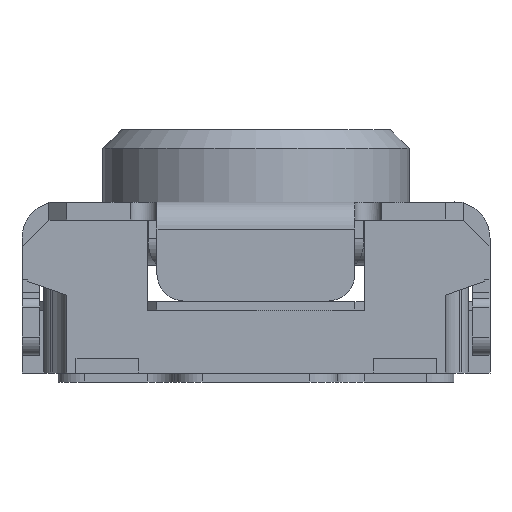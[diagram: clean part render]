
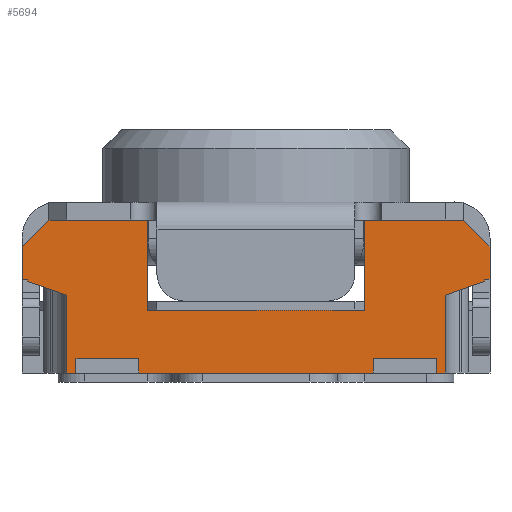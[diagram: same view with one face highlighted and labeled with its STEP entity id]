
A CAD part, left-side view. The second image highlights one B-rep face of the part: STEP entity #5694.
In plain terms, the highlighted planar face has unit normal (-1, 0, 0).
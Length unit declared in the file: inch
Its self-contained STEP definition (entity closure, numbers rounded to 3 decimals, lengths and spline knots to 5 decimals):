
#319=FACE_OUTER_BOUND('',#622,.T.);
#622=EDGE_LOOP('',(#4058,#4059,#4060,#4061,#4062,#4063,#4064,#4065,#4066,
#4067,#4068,#4069,#4070,#4071,#4072,#4073,#4074,#4075,#4076,#4077,#4078,
#4079,#4080,#4081,#4082,#4083));
#910=LINE('',#8121,#1595);
#913=LINE('',#8126,#1598);
#939=LINE('',#8191,#1624);
#989=LINE('',#8337,#1674);
#1132=LINE('',#8701,#1817);
#1133=LINE('',#8703,#1818);
#1134=LINE('',#8704,#1819);
#1135=LINE('',#8706,#1820);
#1136=LINE('',#8708,#1821);
#1137=LINE('',#8709,#1822);
#1138=LINE('',#8711,#1823);
#1139=LINE('',#8713,#1824);
#1140=LINE('',#8715,#1825);
#1141=LINE('',#8717,#1826);
#1142=LINE('',#8719,#1827);
#1143=LINE('',#8721,#1828);
#1144=LINE('',#8723,#1829);
#1145=LINE('',#8724,#1830);
#1146=LINE('',#8726,#1831);
#1147=LINE('',#8728,#1832);
#1148=LINE('',#8730,#1833);
#1149=LINE('',#8732,#1834);
#1150=LINE('',#8734,#1835);
#1151=LINE('',#8736,#1836);
#1152=LINE('',#8738,#1837);
#1153=LINE('',#8739,#1838);
#1595=VECTOR('',#6481,0.05118);
#1598=VECTOR('',#6484,0.00197);
#1624=VECTOR('',#6526,0.00197);
#1674=VECTOR('',#6634,0.04724);
#1817=VECTOR('',#6875,0.00315);
#1818=VECTOR('',#6876,0.01378);
#1819=VECTOR('',#6877,0.00315);
#1820=VECTOR('',#6878,0.00315);
#1821=VECTOR('',#6879,0.01378);
#1822=VECTOR('',#6880,0.00315);
#1823=VECTOR('',#6881,0.01703);
#1824=VECTOR('',#6882,0.00918);
#1825=VECTOR('',#6883,0.00041);
#1826=VECTOR('',#6884,0.00118);
#1827=VECTOR('',#6885,0.00709);
#1828=VECTOR('',#6886,0.00835);
#1829=VECTOR('',#6887,0.02165);
#1830=VECTOR('',#6888,0.01969);
#1831=VECTOR('',#6889,0.01969);
#1832=VECTOR('',#6890,0.02165);
#1833=VECTOR('',#6891,0.00835);
#1834=VECTOR('',#6892,0.00709);
#1835=VECTOR('',#6893,0.00118);
#1836=VECTOR('',#6894,0.00041);
#1837=VECTOR('',#6895,0.00918);
#1838=VECTOR('',#6896,0.01703);
#2278=VERTEX_POINT('',#8116);
#2279=VERTEX_POINT('',#8118);
#2280=VERTEX_POINT('',#8120);
#2281=VERTEX_POINT('',#8123);
#2282=VERTEX_POINT('',#8125);
#2313=VERTEX_POINT('',#8189);
#2379=VERTEX_POINT('',#8334);
#2380=VERTEX_POINT('',#8336);
#2520=VERTEX_POINT('',#8700);
#2521=VERTEX_POINT('',#8702);
#2522=VERTEX_POINT('',#8705);
#2523=VERTEX_POINT('',#8707);
#2524=VERTEX_POINT('',#8710);
#2525=VERTEX_POINT('',#8712);
#2526=VERTEX_POINT('',#8714);
#2527=VERTEX_POINT('',#8716);
#2528=VERTEX_POINT('',#8718);
#2529=VERTEX_POINT('',#8720);
#2530=VERTEX_POINT('',#8722);
#2531=VERTEX_POINT('',#8725);
#2532=VERTEX_POINT('',#8727);
#2533=VERTEX_POINT('',#8729);
#2534=VERTEX_POINT('',#8731);
#2535=VERTEX_POINT('',#8733);
#2536=VERTEX_POINT('',#8735);
#2537=VERTEX_POINT('',#8737);
#2845=EDGE_CURVE('',#2279,#2280,#910,.T.);
#2848=EDGE_CURVE('',#2281,#2282,#913,.T.);
#2882=EDGE_CURVE('',#2313,#2278,#939,.T.);
#2954=EDGE_CURVE('',#2380,#2379,#989,.T.);
#3126=EDGE_CURVE('',#2281,#2520,#1132,.T.);
#3127=EDGE_CURVE('',#2520,#2521,#1133,.T.);
#3128=EDGE_CURVE('',#2521,#2280,#1134,.T.);
#3129=EDGE_CURVE('',#2279,#2522,#1135,.T.);
#3130=EDGE_CURVE('',#2522,#2523,#1136,.T.);
#3131=EDGE_CURVE('',#2523,#2278,#1137,.T.);
#3132=EDGE_CURVE('',#2313,#2524,#1138,.T.);
#3133=EDGE_CURVE('',#2525,#2524,#1139,.T.);
#3134=EDGE_CURVE('',#2525,#2526,#1140,.T.);
#3135=EDGE_CURVE('',#2526,#2527,#1141,.T.);
#3136=EDGE_CURVE('',#2527,#2528,#1142,.T.);
#3137=EDGE_CURVE('',#2529,#2528,#1143,.T.);
#3138=EDGE_CURVE('',#2529,#2530,#1144,.T.);
#3139=EDGE_CURVE('',#2530,#2380,#1145,.T.);
#3140=EDGE_CURVE('',#2379,#2531,#1146,.T.);
#3141=EDGE_CURVE('',#2531,#2532,#1147,.T.);
#3142=EDGE_CURVE('',#2533,#2532,#1148,.T.);
#3143=EDGE_CURVE('',#2533,#2534,#1149,.T.);
#3144=EDGE_CURVE('',#2534,#2535,#1150,.T.);
#3145=EDGE_CURVE('',#2535,#2536,#1151,.T.);
#3146=EDGE_CURVE('',#2537,#2536,#1152,.T.);
#3147=EDGE_CURVE('',#2537,#2282,#1153,.T.);
#4058=ORIENTED_EDGE('',*,*,#3126,.T.);
#4059=ORIENTED_EDGE('',*,*,#3127,.T.);
#4060=ORIENTED_EDGE('',*,*,#3128,.T.);
#4061=ORIENTED_EDGE('',*,*,#2845,.F.);
#4062=ORIENTED_EDGE('',*,*,#3129,.T.);
#4063=ORIENTED_EDGE('',*,*,#3130,.T.);
#4064=ORIENTED_EDGE('',*,*,#3131,.T.);
#4065=ORIENTED_EDGE('',*,*,#2882,.F.);
#4066=ORIENTED_EDGE('',*,*,#3132,.T.);
#4067=ORIENTED_EDGE('',*,*,#3133,.F.);
#4068=ORIENTED_EDGE('',*,*,#3134,.T.);
#4069=ORIENTED_EDGE('',*,*,#3135,.T.);
#4070=ORIENTED_EDGE('',*,*,#3136,.T.);
#4071=ORIENTED_EDGE('',*,*,#3137,.F.);
#4072=ORIENTED_EDGE('',*,*,#3138,.T.);
#4073=ORIENTED_EDGE('',*,*,#3139,.T.);
#4074=ORIENTED_EDGE('',*,*,#2954,.T.);
#4075=ORIENTED_EDGE('',*,*,#3140,.T.);
#4076=ORIENTED_EDGE('',*,*,#3141,.T.);
#4077=ORIENTED_EDGE('',*,*,#3142,.F.);
#4078=ORIENTED_EDGE('',*,*,#3143,.T.);
#4079=ORIENTED_EDGE('',*,*,#3144,.T.);
#4080=ORIENTED_EDGE('',*,*,#3145,.T.);
#4081=ORIENTED_EDGE('',*,*,#3146,.F.);
#4082=ORIENTED_EDGE('',*,*,#3147,.T.);
#4083=ORIENTED_EDGE('',*,*,#2848,.F.);
#5471=PLANE('',#6071);
#5694=ADVANCED_FACE('',(#319),#5471,.T.);
#6071=AXIS2_PLACEMENT_3D('',#8699,#6873,#6874);
#6481=DIRECTION('',(0.,1.,0.));
#6484=DIRECTION('',(0.,1.,0.));
#6526=DIRECTION('',(0.,1.,0.));
#6634=DIRECTION('',(0.,1.,0.));
#6873=DIRECTION('center_axis',(-1.,0.,0.));
#6874=DIRECTION('ref_axis',(0.,-1.,0.));
#6875=DIRECTION('',(0.,0.,1.));
#6876=DIRECTION('',(0.,-1.,0.));
#6877=DIRECTION('',(0.,0.,-1.));
#6878=DIRECTION('',(0.,0.,1.));
#6879=DIRECTION('',(0.,-1.,0.));
#6880=DIRECTION('',(0.,0.,-1.));
#6881=DIRECTION('',(0.,0.,1.));
#6882=DIRECTION('',(0.,0.944,-0.33));
#6883=DIRECTION('',(0.,0.,1.));
#6884=DIRECTION('',(0.,-1.,0.));
#6885=DIRECTION('',(0.,0.,1.));
#6886=DIRECTION('',(0.,-0.707,-0.707));
#6887=DIRECTION('',(0.,1.,0.));
#6888=DIRECTION('',(0.,0.,-1.));
#6889=DIRECTION('',(0.,0.,1.));
#6890=DIRECTION('',(0.,1.,0.));
#6891=DIRECTION('',(0.,-0.707,0.707));
#6892=DIRECTION('',(0.,0.,-1.));
#6893=DIRECTION('',(0.,-1.,0.));
#6894=DIRECTION('',(0.,0.,-1.));
#6895=DIRECTION('',(0.,0.944,0.33));
#6896=DIRECTION('',(0.,0.,-1.));
#8116=CARTESIAN_POINT('',(-0.06004,-0.03937,0.));
#8118=CARTESIAN_POINT('',(-0.06004,-0.02559,0.));
#8120=CARTESIAN_POINT('',(-0.06004,0.02559,0.));
#8121=CARTESIAN_POINT('',(-0.06004,-0.02559,0.));
#8123=CARTESIAN_POINT('',(-0.06004,0.03937,0.));
#8125=CARTESIAN_POINT('',(-0.06004,0.04134,0.));
#8126=CARTESIAN_POINT('',(-0.06004,0.03937,0.));
#8189=CARTESIAN_POINT('',(-0.06004,-0.04134,0.));
#8191=CARTESIAN_POINT('',(-0.06004,-0.04134,0.));
#8334=CARTESIAN_POINT('',(-0.06004,0.02362,0.01378));
#8336=CARTESIAN_POINT('',(-0.06004,-0.02362,0.01378));
#8337=CARTESIAN_POINT('',(-0.06004,-0.02362,0.01378));
#8699=CARTESIAN_POINT('Origin',(-0.06004,0.,0.01673));
#8700=CARTESIAN_POINT('',(-0.06004,0.03937,0.00315));
#8701=CARTESIAN_POINT('',(-0.06004,0.03937,0.));
#8702=CARTESIAN_POINT('',(-0.06004,0.02559,0.00315));
#8703=CARTESIAN_POINT('',(-0.06004,0.03937,0.00315));
#8704=CARTESIAN_POINT('',(-0.06004,0.02559,0.00315));
#8705=CARTESIAN_POINT('',(-0.06004,-0.02559,0.00315));
#8706=CARTESIAN_POINT('',(-0.06004,-0.02559,0.));
#8707=CARTESIAN_POINT('',(-0.06004,-0.03937,0.00315));
#8708=CARTESIAN_POINT('',(-0.06004,-0.02559,0.00315));
#8709=CARTESIAN_POINT('',(-0.06004,-0.03937,0.00315));
#8710=CARTESIAN_POINT('',(-0.06004,-0.04134,0.01703));
#8711=CARTESIAN_POINT('',(-0.06004,-0.04134,0.));
#8712=CARTESIAN_POINT('',(-0.06004,-0.05,0.02006));
#8713=CARTESIAN_POINT('',(-0.06004,-0.05,0.02006));
#8714=CARTESIAN_POINT('',(-0.06004,-0.05,0.02047));
#8715=CARTESIAN_POINT('',(-0.06004,-0.05,0.02006));
#8716=CARTESIAN_POINT('',(-0.06004,-0.05118,0.02047));
#8717=CARTESIAN_POINT('',(-0.06004,-0.05,0.02047));
#8718=CARTESIAN_POINT('',(-0.06004,-0.05118,0.02756));
#8719=CARTESIAN_POINT('',(-0.06004,-0.05118,0.02047));
#8720=CARTESIAN_POINT('',(-0.06004,-0.04528,0.03346));
#8721=CARTESIAN_POINT('',(-0.06004,-0.04528,0.03346));
#8722=CARTESIAN_POINT('',(-0.06004,-0.02362,0.03346));
#8723=CARTESIAN_POINT('',(-0.06004,-0.04528,0.03346));
#8724=CARTESIAN_POINT('',(-0.06004,-0.02362,0.03346));
#8725=CARTESIAN_POINT('',(-0.06004,0.02362,0.03346));
#8726=CARTESIAN_POINT('',(-0.06004,0.02362,0.01378));
#8727=CARTESIAN_POINT('',(-0.06004,0.04528,0.03346));
#8728=CARTESIAN_POINT('',(-0.06004,0.02362,0.03346));
#8729=CARTESIAN_POINT('',(-0.06004,0.05118,0.02756));
#8730=CARTESIAN_POINT('',(-0.06004,0.05118,0.02756));
#8731=CARTESIAN_POINT('',(-0.06004,0.05118,0.02047));
#8732=CARTESIAN_POINT('',(-0.06004,0.05118,0.02756));
#8733=CARTESIAN_POINT('',(-0.06004,0.05,0.02047));
#8734=CARTESIAN_POINT('',(-0.06004,0.05118,0.02047));
#8735=CARTESIAN_POINT('',(-0.06004,0.05,0.02006));
#8736=CARTESIAN_POINT('',(-0.06004,0.05,0.02047));
#8737=CARTESIAN_POINT('',(-0.06004,0.04134,0.01703));
#8738=CARTESIAN_POINT('',(-0.06004,0.04134,0.01703));
#8739=CARTESIAN_POINT('',(-0.06004,0.04134,0.01703));
